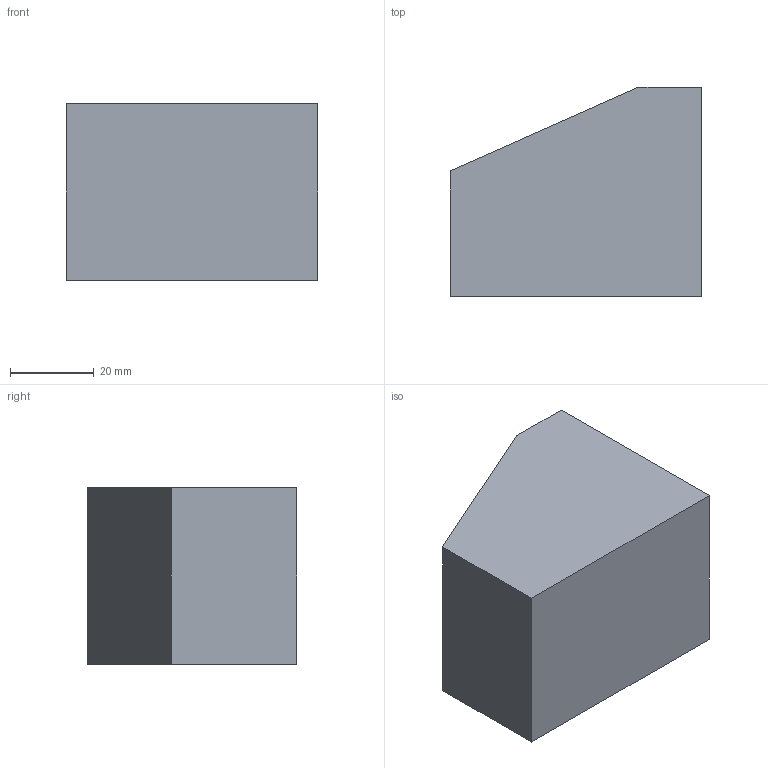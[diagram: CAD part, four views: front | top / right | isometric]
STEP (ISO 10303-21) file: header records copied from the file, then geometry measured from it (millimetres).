
FILE_DESCRIPTION (( 'STEP AP214' ), '1' );
FILE_NAME ('Part 6.step', '2023-06-15T00:03:04', ( '' ), ( '' ), 'SwSTEP 2.0', 'SolidWorks 2022', '' );
FILE_SCHEMA (( 'AUTOMOTIVE_DESIGN' ));
Length unit declared in the file: millimetre
Products named in the file (1): Part 6
Bounding box: 60 x 50 x 42 mm (x, y, z)
Volume: 96921.2 mm3; surface area: 15940.2 mm2
Topology: 1 solids, 1 shells, 10 faces, 21 edges, 14 vertices
Faces by surface type: plane 8, cylinder 2
Entity records: 303 total; most frequent: DIRECTION 47, CARTESIAN_POINT 46, ORIENTED_EDGE 42, EDGE_CURVE 21, LINE 17, VECTOR 17, AXIS2_PLACEMENT_3D 15, VERTEX_POINT 14
